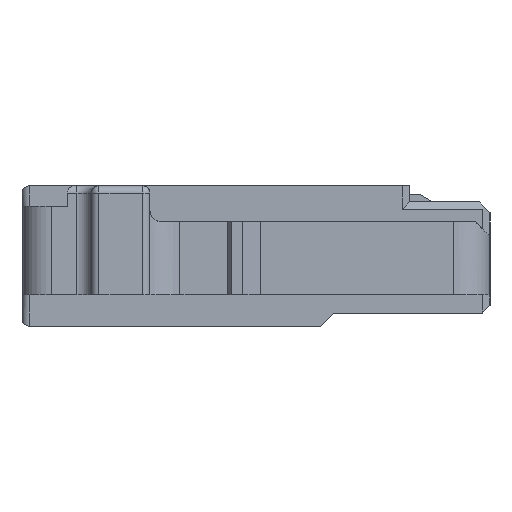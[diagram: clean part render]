
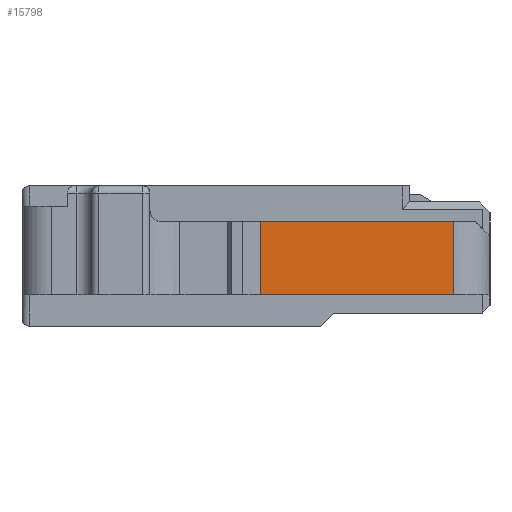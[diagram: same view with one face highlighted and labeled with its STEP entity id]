
A CAD part, left-side view. The second image highlights one B-rep face of the part: STEP entity #15798.
In plain terms, the highlighted planar face has unit normal (-1, 0, 0).
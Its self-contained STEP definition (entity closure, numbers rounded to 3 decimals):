
#1988=DIRECTION('',(0.,0.,1.));
#1989=VECTOR('',#1988,1.);
#1990=CARTESIAN_POINT('',(-10.275,-2.7,-0.53));
#1991=LINE('',#1990,#1989);
#5165=DIRECTION('',(0.,-1.,0.));
#5166=VECTOR('',#5165,2.64);
#5167=CARTESIAN_POINT('',(-10.275,-0.06,-0.53));
#5168=LINE('',#5167,#5166);
#5169=DIRECTION('',(0.,0.,1.));
#5170=VECTOR('',#5169,1.);
#5171=CARTESIAN_POINT('',(-10.275,-0.06,-0.53));
#5172=LINE('',#5171,#5170);
#5173=DIRECTION('',(0.,-1.,0.));
#5174=VECTOR('',#5173,2.64);
#5175=CARTESIAN_POINT('',(-10.275,-0.06,0.47));
#5176=LINE('',#5175,#5174);
#6869=CARTESIAN_POINT('',(-10.275,-0.06,0.47));
#6870=VERTEX_POINT('',#6869);
#6871=CARTESIAN_POINT('',(-10.275,-2.7,0.47));
#6872=VERTEX_POINT('',#6871);
#6939=CARTESIAN_POINT('',(-10.275,-0.06,-0.53));
#6940=VERTEX_POINT('',#6939);
#6941=CARTESIAN_POINT('',(-10.275,-2.7,-0.53));
#6942=VERTEX_POINT('',#6941);
#15787=CARTESIAN_POINT('',(-10.275,-0.06,-0.96));
#15788=DIRECTION('',(-1.,0.,0.));
#15789=DIRECTION('',(0.,-1.,0.));
#15790=AXIS2_PLACEMENT_3D('',#15787,#15788,#15789);
#15791=PLANE('',#15790);
#15792=ORIENTED_EDGE('',*,*,#9383,.F.);
#15793=ORIENTED_EDGE('',*,*,#15782,.T.);
#15794=ORIENTED_EDGE('',*,*,#9249,.T.);
#15795=ORIENTED_EDGE('',*,*,#11463,.F.);
#15796=EDGE_LOOP('',(#15792,#15793,#15794,#15795));
#15797=FACE_OUTER_BOUND('',#15796,.F.);
#15798=ADVANCED_FACE('',(#15797),#15791,.T.);
#9249=EDGE_CURVE('',#6870,#6872,#5176,.T.);
#9383=EDGE_CURVE('',#6940,#6942,#5168,.T.);
#11463=EDGE_CURVE('',#6942,#6872,#1991,.T.);
#15782=EDGE_CURVE('',#6940,#6870,#5172,.T.);
